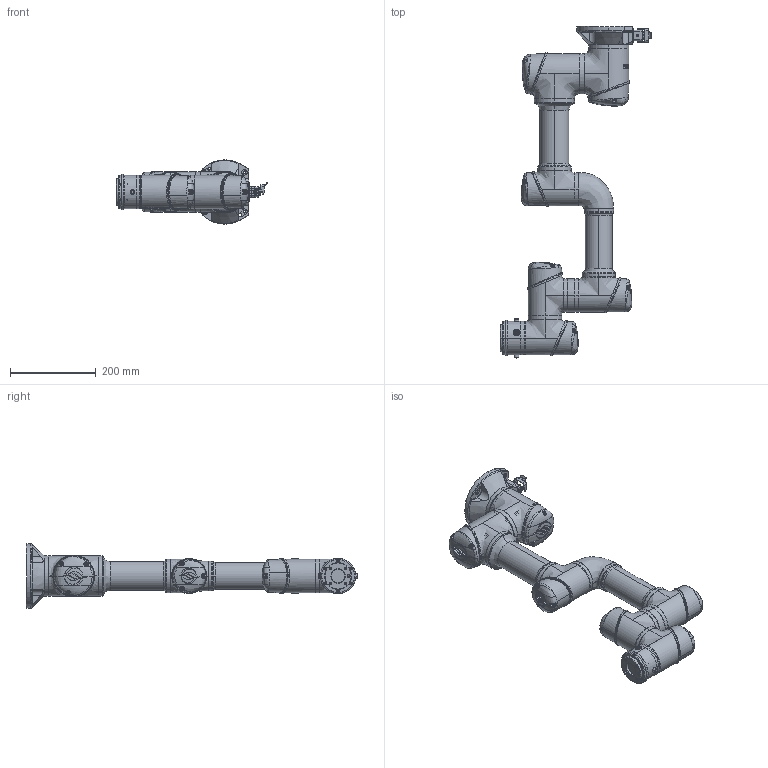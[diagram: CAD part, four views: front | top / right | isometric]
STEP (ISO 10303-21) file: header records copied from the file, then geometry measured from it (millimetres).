
FILE_DESCRIPTION (( 'STEP AP214' ), '1' );
FILE_NAME ('X3-618.STEP', '2024-02-29T09:58:23', ( '' ), ( '' ), 'SwSTEP 2.0', 'SolidWorks 2018', '' );
FILE_SCHEMA (( 'AUTOMOTIVE_DESIGN' ));
Length unit declared in the file: millimetre
Products named in the file (9): X3-618^X3-618; GCR3-J2_1^X3-618_X3-618; GCR3-J3_1^X3-618_X3-618; X3-618; GCR3-J0_1^X3-618_X3-618; GCR3-J1_1^X3-618_X3-618; GCR3-J6_1^X3-618_X3-618; GCR3-J5_1^X3-618_X3-618; GCR3-J4_1^X3-618_X3-618
Assembly tree (8 placements, depth 3):
  X3-618
    X3-618^X3-618
      GCR3-J0_1^X3-618_X3-618
      GCR3-J1_1^X3-618_X3-618
      GCR3-J2_1^X3-618_X3-618
      GCR3-J3_1^X3-618_X3-618
      GCR3-J4_1^X3-618_X3-618
      GCR3-J5_1^X3-618_X3-618
      GCR3-J6_1^X3-618_X3-618
Bounding box: 354.78 x 776 x 150 mm (x, y, z)
Volume: 7530964.7 mm3; surface area: 850430.8 mm2
Topology: 115 solids, 144 shells, 4426 faces, 11098 edges, 7209 vertices
Faces by surface type: plane 1935, cylinder 1337, bspline 705, cone 259, torus 190
Entity records: 294782 total; most frequent: CARTESIAN_POINT 193381, ORIENTED_EDGE 22136, DIRECTION 17968, EDGE_CURVE 11068, VERTEX_POINT 7209, AXIS2_PLACEMENT_3D 6352, LINE 5264, VECTOR 5264
